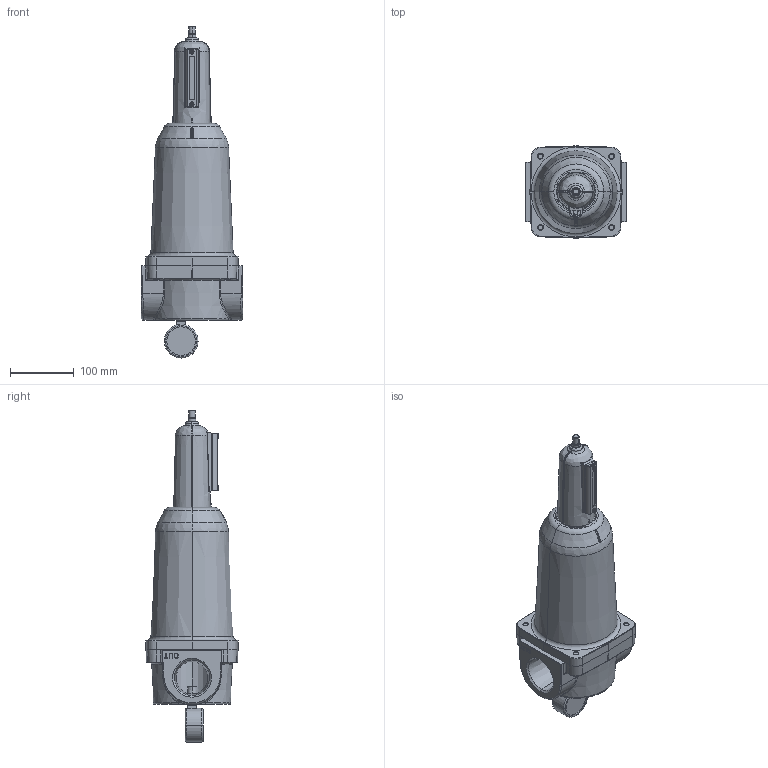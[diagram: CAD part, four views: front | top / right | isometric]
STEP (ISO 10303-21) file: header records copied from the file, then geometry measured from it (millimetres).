
FILE_DESCRIPTION (( 'STEP AP203' ), '1' );
FILE_NAME ('F160-20A.STEP', '2021-11-25T05:41:19', ( '' ), ( '' ), 'SwSTEP 2.0', 'SolidWorks 2014', '' );
FILE_SCHEMA (( 'CONFIG_CONTROL_DESIGN' ));
Length unit declared in the file: millimetre
Products named in the file (10): D30; PG20H1N; PNF7030; 20130919-70液面計; F16002-01-20190218; F16004; F7002; PART14; F16001-20190218; F160-20A
Assembly tree (13 placements, depth 2):
  F160-20A
    F16001-20190218
    F16002-01-20190218
    F7002
    PART14
    20130919-70液面計
    D30
    F16004  x4
    PNF7030  x2
    PG20H1N
Bounding box: 160 x 145 x 522.28 mm (x, y, z)
Volume: 1617548.2 mm3; surface area: 409519.8 mm2
Topology: 13 solids, 13 shells, 1457 faces, 3543 edges, 2139 vertices
Faces by surface type: plane 663, cylinder 395, bspline 190, cone 137, torus 58, sphere 14
Entity records: 51097 total; most frequent: CARTESIAN_POINT 22049, ORIENTED_EDGE 6074, DIRECTION 5449, EDGE_CURVE 3037, AXIS2_PLACEMENT_3D 1898, VERTEX_POINT 1822, VECTOR 1653, LINE 1653
